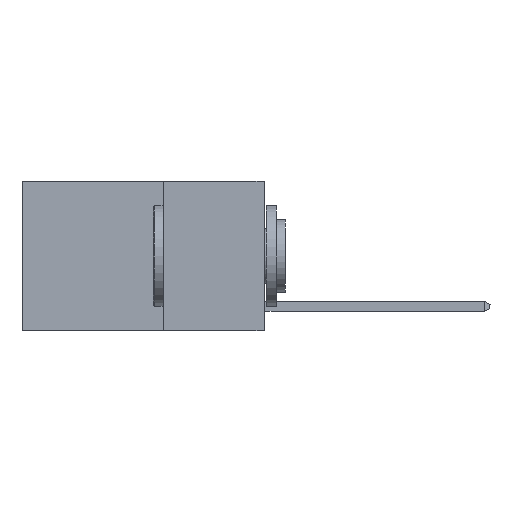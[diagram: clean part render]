
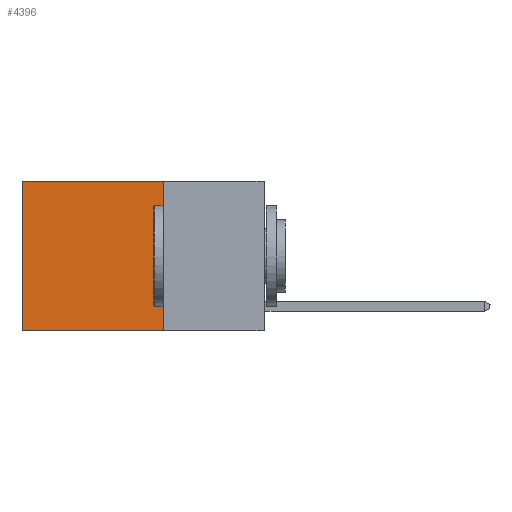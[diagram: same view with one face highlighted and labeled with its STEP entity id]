
A CAD part, left-side view. The second image highlights one B-rep face of the part: STEP entity #4396.
In plain terms, the highlighted planar face has unit normal (-1, 0, 0).
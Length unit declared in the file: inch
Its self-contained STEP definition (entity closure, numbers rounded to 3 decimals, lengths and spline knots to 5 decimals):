
#525 = EDGE_CURVE ( 'NONE', #9286, #3452, #10192, .T. ) ;
#848 = AXIS2_PLACEMENT_3D ( 'NONE', #2026, #12968, #14651 ) ;
#1533 = CARTESIAN_POINT ( 'NONE',  ( 0.2625, 0.6, -0.37 ) ) ;
#2026 = CARTESIAN_POINT ( 'NONE',  ( 0.2625, 0.25, 0. ) ) ;
#3452 = VERTEX_POINT ( 'NONE', #6335 ) ;
#3670 = VERTEX_POINT ( 'NONE', #1533 ) ;
#4075 = ORIENTED_EDGE ( 'NONE', *, *, #5721, .F. ) ;
#4396 = ADVANCED_FACE ( 'NONE', ( #25527 ), #25136, .F. ) ;
#5721 = EDGE_CURVE ( 'NONE', #9286, #19484, #25531, .T. ) ;
#6335 = CARTESIAN_POINT ( 'NONE',  ( 0.2625, 0.6, 0. ) ) ;
#7255 = LINE ( 'NONE', #15944, #12036 ) ;
#7363 = ORIENTED_EDGE ( 'NONE', *, *, #525, .T. ) ;
#8108 = LINE ( 'NONE', #24915, #26391 ) ;
#9286 = VERTEX_POINT ( 'NONE', #26893 ) ;
#10192 = LINE ( 'NONE', #24673, #26353 ) ;
#10611 = CARTESIAN_POINT ( 'NONE',  ( 0.2625, 0.25, -0.37 ) ) ;
#10903 = CARTESIAN_POINT ( 'NONE',  ( 0.2625, 0.25, 0. ) ) ;
#11637 = EDGE_CURVE ( 'NONE', #3452, #3670, #7255, .T. ) ;
#12036 = VECTOR ( 'NONE', #13863, 39.37008 ) ;
#12968 = DIRECTION ( 'NONE',  ( 1., 0., 0. ) ) ;
#13863 = DIRECTION ( 'NONE',  ( 0., 0., -1. ) ) ;
#14651 = DIRECTION ( 'NONE',  ( 0., 0., -1. ) ) ;
#15143 = EDGE_LOOP ( 'NONE', ( #18426, #26651, #4075, #7363 ) ) ;
#15944 = CARTESIAN_POINT ( 'NONE',  ( 0.2625, 0.6, 0. ) ) ;
#17824 = VECTOR ( 'NONE', #23201, 39.37008 ) ;
#18354 = DIRECTION ( 'NONE',  ( 0., 1., 0. ) ) ;
#18426 = ORIENTED_EDGE ( 'NONE', *, *, #11637, .T. ) ;
#18835 = EDGE_CURVE ( 'NONE', #19484, #3670, #8108, .T. ) ;
#19484 = VERTEX_POINT ( 'NONE', #10611 ) ;
#23201 = DIRECTION ( 'NONE',  ( 0., 0., -1. ) ) ;
#24673 = CARTESIAN_POINT ( 'NONE',  ( 0.2625, 0.25, 0. ) ) ;
#24915 = CARTESIAN_POINT ( 'NONE',  ( 0.2625, 0.25, -0.37 ) ) ;
#25136 = PLANE ( 'NONE',  #848 ) ;
#25527 = FACE_OUTER_BOUND ( 'NONE', #15143, .T. ) ;
#25531 = LINE ( 'NONE', #10903, #17824 ) ;
#26353 = VECTOR ( 'NONE', #18354, 39.37008 ) ;
#26391 = VECTOR ( 'NONE', #27114, 39.37008 ) ;
#26651 = ORIENTED_EDGE ( 'NONE', *, *, #18835, .F. ) ;
#26893 = CARTESIAN_POINT ( 'NONE',  ( 0.2625, 0.25, 0. ) ) ;
#27114 = DIRECTION ( 'NONE',  ( 0., 1., 0. ) ) ;
